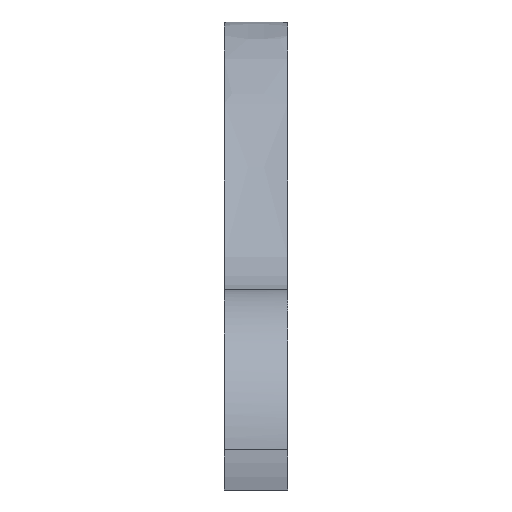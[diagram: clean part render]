
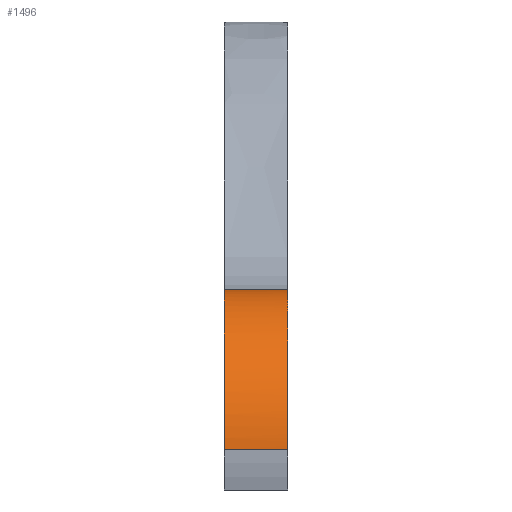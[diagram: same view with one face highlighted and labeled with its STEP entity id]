
A CAD part, front view. The second image highlights one B-rep face of the part: STEP entity #1496.
In plain terms, the highlighted cylindrical face has radius 25 mm (diameter 50 mm), a partial arc.
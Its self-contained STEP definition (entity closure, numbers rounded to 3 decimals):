
#589 = VERTEX_POINT('',#590);
#590 = CARTESIAN_POINT('',(5.,-0.177,24.999));
#713 = VERTEX_POINT('',#714);
#714 = CARTESIAN_POINT('',(5.,-25.,0.));
#937 = VERTEX_POINT('',#938);
#938 = CARTESIAN_POINT('',(-5.,-0.177,24.999));
#1147 = VERTEX_POINT('',#1148);
#1148 = CARTESIAN_POINT('',(-5.,-25.,0.));
#1209 = EDGE_CURVE('',#589,#713,#1210,.T.);
#1210 = CIRCLE('',#1211,25.);
#1211 = AXIS2_PLACEMENT_3D('',#1212,#1213,#1214);
#1212 = CARTESIAN_POINT('',(5.,0.,0.));
#1213 = DIRECTION('',(1.,0.,0.));
#1214 = DIRECTION('',(0.,-0.968,-0.252));
#1349 = EDGE_CURVE('',#937,#589,#1350,.T.);
#1350 = B_SPLINE_CURVE_WITH_KNOTS('',4,(#1351,#1352,#1353,#1354,#1355),
  .UNSPECIFIED.,.F.,.F.,(5,5),(0.,1.),.PIECEWISE_BEZIER_KNOTS.);
#1351 = CARTESIAN_POINT('',(-5.,-0.177,24.999)
  );
#1352 = CARTESIAN_POINT('',(-2.5,-0.177,24.999)
  );
#1353 = CARTESIAN_POINT('',(0.,-0.177,
    24.999));
#1354 = CARTESIAN_POINT('',(2.5,-0.177,24.999));
#1355 = CARTESIAN_POINT('',(5.,-0.177,24.999));
#1437 = EDGE_CURVE('',#1147,#937,#1438,.T.);
#1438 = CIRCLE('',#1439,25.);
#1439 = AXIS2_PLACEMENT_3D('',#1440,#1441,#1442);
#1440 = CARTESIAN_POINT('',(-5.,0.,0.));
#1441 = DIRECTION('',(-1.,0.,0.));
#1442 = DIRECTION('',(-0.,-0.968,-0.252));
#1496 = ADVANCED_FACE('',(#1497),#1508,.T.);
#1497 = FACE_BOUND('',#1498,.T.);
#1498 = EDGE_LOOP('',(#1499,#1500,#1506,#1507));
#1499 = ORIENTED_EDGE('',*,*,#1437,.F.);
#1500 = ORIENTED_EDGE('',*,*,#1501,.F.);
#1501 = EDGE_CURVE('',#713,#1147,#1502,.T.);
#1502 = LINE('',#1503,#1504);
#1503 = CARTESIAN_POINT('',(5.,-25.,0.));
#1504 = VECTOR('',#1505,1.);
#1505 = DIRECTION('',(-1.,0.,0.));
#1506 = ORIENTED_EDGE('',*,*,#1209,.F.);
#1507 = ORIENTED_EDGE('',*,*,#1349,.F.);
#1508 = CYLINDRICAL_SURFACE('',#1509,25.);
#1509 = AXIS2_PLACEMENT_3D('',#1510,#1511,#1512);
#1510 = CARTESIAN_POINT('',(-5.,0.,0.));
#1511 = DIRECTION('',(1.,0.,0.));
#1512 = DIRECTION('',(0.,-0.968,-0.252));
